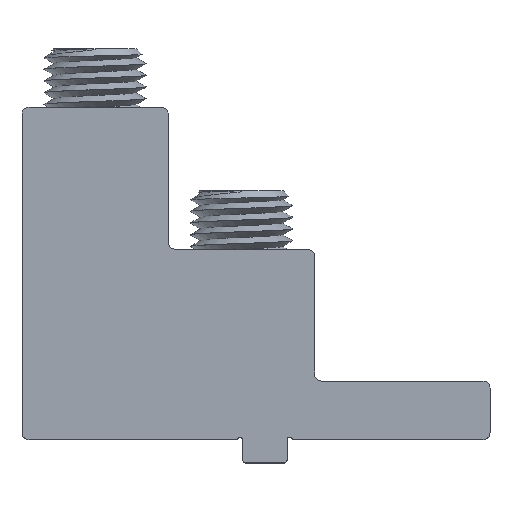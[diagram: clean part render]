
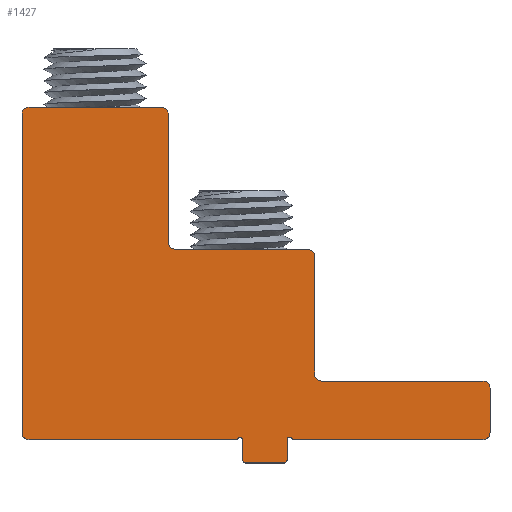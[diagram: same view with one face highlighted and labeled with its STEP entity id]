
A CAD part, top view. The second image highlights one B-rep face of the part: STEP entity #1427.
In plain terms, the highlighted planar face has unit normal (0, 0, 1).
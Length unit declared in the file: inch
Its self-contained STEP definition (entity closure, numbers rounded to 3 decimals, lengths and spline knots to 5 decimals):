
#121=PLANE('',#1586);
#148=FACE_OUTER_BOUND('',#226,.T.);
#226=EDGE_LOOP('',(#987,#988,#989,#990,#991,#992,#993,#994,#995,#996,#997,
#998,#999,#1000,#1001,#1002,#1003,#1004,#1005,#1006,#1007,#1008,#1009,#1010,
#1011,#1012));
#310=LINE('',#2113,#410);
#324=LINE('',#2170,#424);
#326=LINE('',#2180,#426);
#327=LINE('',#2184,#427);
#328=LINE('',#2188,#428);
#329=LINE('',#2194,#429);
#330=LINE('',#2198,#430);
#331=LINE('',#2202,#431);
#332=LINE('',#2206,#432);
#333=LINE('',#2210,#433);
#334=LINE('',#2214,#434);
#335=LINE('',#2216,#435);
#410=VECTOR('',#1726,0.3937);
#424=VECTOR('',#1774,0.3937);
#426=VECTOR('',#1784,0.3937);
#427=VECTOR('',#1787,0.3937);
#428=VECTOR('',#1790,0.3937);
#429=VECTOR('',#1795,0.3937);
#430=VECTOR('',#1798,0.3937);
#431=VECTOR('',#1801,0.3937);
#432=VECTOR('',#1804,0.3937);
#433=VECTOR('',#1807,0.3937);
#434=VECTOR('',#1810,0.3937);
#435=VECTOR('',#1813,0.3937);
#508=CIRCLE('',#1566,0.03);
#522=CIRCLE('',#1583,0.03);
#524=CIRCLE('',#1587,0.015);
#525=CIRCLE('',#1588,0.01);
#526=CIRCLE('',#1589,0.015);
#527=CIRCLE('',#1590,0.015);
#528=CIRCLE('',#1591,0.01);
#529=CIRCLE('',#1592,0.015);
#530=CIRCLE('',#1593,0.03);
#531=CIRCLE('',#1594,0.03);
#532=CIRCLE('',#1595,0.03);
#533=CIRCLE('',#1596,0.03);
#534=CIRCLE('',#1597,0.03);
#535=CIRCLE('',#1598,0.03);
#572=VERTEX_POINT('',#2103);
#573=VERTEX_POINT('',#2105);
#575=VERTEX_POINT('',#2111);
#599=VERTEX_POINT('',#2163);
#600=VERTEX_POINT('',#2165);
#601=VERTEX_POINT('',#2169);
#603=VERTEX_POINT('',#2175);
#604=VERTEX_POINT('',#2177);
#605=VERTEX_POINT('',#2179);
#606=VERTEX_POINT('',#2181);
#607=VERTEX_POINT('',#2183);
#608=VERTEX_POINT('',#2185);
#609=VERTEX_POINT('',#2187);
#610=VERTEX_POINT('',#2189);
#611=VERTEX_POINT('',#2191);
#612=VERTEX_POINT('',#2193);
#613=VERTEX_POINT('',#2195);
#614=VERTEX_POINT('',#2197);
#615=VERTEX_POINT('',#2199);
#616=VERTEX_POINT('',#2201);
#617=VERTEX_POINT('',#2203);
#618=VERTEX_POINT('',#2205);
#619=VERTEX_POINT('',#2207);
#620=VERTEX_POINT('',#2209);
#621=VERTEX_POINT('',#2211);
#622=VERTEX_POINT('',#2213);
#722=EDGE_CURVE('',#572,#573,#508,.T.);
#726=EDGE_CURVE('',#575,#572,#310,.T.);
#752=EDGE_CURVE('',#599,#600,#522,.T.);
#754=EDGE_CURVE('',#600,#601,#324,.T.);
#757=EDGE_CURVE('',#603,#575,#524,.T.);
#758=EDGE_CURVE('',#603,#604,#525,.T.);
#759=EDGE_CURVE('',#605,#604,#326,.T.);
#760=EDGE_CURVE('',#606,#605,#526,.T.);
#761=EDGE_CURVE('',#607,#606,#327,.T.);
#762=EDGE_CURVE('',#608,#607,#527,.T.);
#763=EDGE_CURVE('',#609,#608,#328,.T.);
#764=EDGE_CURVE('',#609,#610,#528,.T.);
#765=EDGE_CURVE('',#611,#610,#529,.T.);
#766=EDGE_CURVE('',#612,#611,#329,.T.);
#767=EDGE_CURVE('',#613,#612,#530,.T.);
#768=EDGE_CURVE('',#614,#613,#330,.T.);
#769=EDGE_CURVE('',#615,#614,#531,.T.);
#770=EDGE_CURVE('',#616,#615,#331,.T.);
#771=EDGE_CURVE('',#617,#616,#532,.T.);
#772=EDGE_CURVE('',#618,#617,#332,.T.);
#773=EDGE_CURVE('',#619,#618,#533,.T.);
#774=EDGE_CURVE('',#620,#619,#333,.T.);
#775=EDGE_CURVE('',#621,#620,#534,.T.);
#776=EDGE_CURVE('',#622,#621,#334,.T.);
#777=EDGE_CURVE('',#601,#622,#535,.T.);
#778=EDGE_CURVE('',#573,#599,#335,.T.);
#987=ORIENTED_EDGE('',*,*,#722,.F.);
#988=ORIENTED_EDGE('',*,*,#726,.F.);
#989=ORIENTED_EDGE('',*,*,#757,.F.);
#990=ORIENTED_EDGE('',*,*,#758,.T.);
#991=ORIENTED_EDGE('',*,*,#759,.F.);
#992=ORIENTED_EDGE('',*,*,#760,.F.);
#993=ORIENTED_EDGE('',*,*,#761,.F.);
#994=ORIENTED_EDGE('',*,*,#762,.F.);
#995=ORIENTED_EDGE('',*,*,#763,.F.);
#996=ORIENTED_EDGE('',*,*,#764,.T.);
#997=ORIENTED_EDGE('',*,*,#765,.F.);
#998=ORIENTED_EDGE('',*,*,#766,.F.);
#999=ORIENTED_EDGE('',*,*,#767,.F.);
#1000=ORIENTED_EDGE('',*,*,#768,.F.);
#1001=ORIENTED_EDGE('',*,*,#769,.F.);
#1002=ORIENTED_EDGE('',*,*,#770,.F.);
#1003=ORIENTED_EDGE('',*,*,#771,.F.);
#1004=ORIENTED_EDGE('',*,*,#772,.F.);
#1005=ORIENTED_EDGE('',*,*,#773,.F.);
#1006=ORIENTED_EDGE('',*,*,#774,.F.);
#1007=ORIENTED_EDGE('',*,*,#775,.F.);
#1008=ORIENTED_EDGE('',*,*,#776,.F.);
#1009=ORIENTED_EDGE('',*,*,#777,.F.);
#1010=ORIENTED_EDGE('',*,*,#754,.F.);
#1011=ORIENTED_EDGE('',*,*,#752,.F.);
#1012=ORIENTED_EDGE('',*,*,#778,.F.);
#1427=ADVANCED_FACE('',(#148),#121,.T.);
#1566=AXIS2_PLACEMENT_3D('',#2106,#1719,#1720);
#1583=AXIS2_PLACEMENT_3D('',#2166,#1769,#1770);
#1586=AXIS2_PLACEMENT_3D('',#2174,#1778,#1779);
#1587=AXIS2_PLACEMENT_3D('',#2176,#1780,#1781);
#1588=AXIS2_PLACEMENT_3D('',#2178,#1782,#1783);
#1589=AXIS2_PLACEMENT_3D('',#2182,#1785,#1786);
#1590=AXIS2_PLACEMENT_3D('',#2186,#1788,#1789);
#1591=AXIS2_PLACEMENT_3D('',#2190,#1791,#1792);
#1592=AXIS2_PLACEMENT_3D('',#2192,#1793,#1794);
#1593=AXIS2_PLACEMENT_3D('',#2196,#1796,#1797);
#1594=AXIS2_PLACEMENT_3D('',#2200,#1799,#1800);
#1595=AXIS2_PLACEMENT_3D('',#2204,#1802,#1803);
#1596=AXIS2_PLACEMENT_3D('',#2208,#1805,#1806);
#1597=AXIS2_PLACEMENT_3D('',#2212,#1808,#1809);
#1598=AXIS2_PLACEMENT_3D('',#2215,#1811,#1812);
#1719=DIRECTION('center_axis',(0.,0.,-1.));
#1720=DIRECTION('ref_axis',(-0.707,-0.707,0.));
#1726=DIRECTION('',(-1.,0.,0.));
#1769=DIRECTION('center_axis',(0.,0.,-1.));
#1770=DIRECTION('ref_axis',(-0.707,0.707,0.));
#1774=DIRECTION('',(1.,0.,0.));
#1778=DIRECTION('center_axis',(0.,0.,1.));
#1779=DIRECTION('ref_axis',(1.,0.,0.));
#1780=DIRECTION('center_axis',(0.,0.,-1.));
#1781=DIRECTION('ref_axis',(0.447,-0.894,0.));
#1782=DIRECTION('center_axis',(0.,0.,-1.));
#1783=DIRECTION('ref_axis',(-1.,0.,0.));
#1784=DIRECTION('',(0.,1.,0.));
#1785=DIRECTION('center_axis',(0.,0.,-1.));
#1786=DIRECTION('ref_axis',(-0.707,-0.707,0.));
#1787=DIRECTION('',(-1.,0.,0.));
#1788=DIRECTION('center_axis',(0.,0.,-1.));
#1789=DIRECTION('ref_axis',(0.707,-0.707,0.));
#1790=DIRECTION('',(0.,-1.,0.));
#1791=DIRECTION('center_axis',(0.,0.,-1.));
#1792=DIRECTION('ref_axis',(-1.,0.,0.));
#1793=DIRECTION('center_axis',(0.,0.,-1.));
#1794=DIRECTION('ref_axis',(-0.447,-0.894,0.));
#1795=DIRECTION('',(-1.,0.,0.));
#1796=DIRECTION('center_axis',(0.,0.,-1.));
#1797=DIRECTION('ref_axis',(0.707,-0.707,0.));
#1798=DIRECTION('',(0.,-1.,0.));
#1799=DIRECTION('center_axis',(0.,0.,-1.));
#1800=DIRECTION('ref_axis',(0.707,0.707,0.));
#1801=DIRECTION('',(1.,0.,0.));
#1802=DIRECTION('center_axis',(0.,0.,1.));
#1803=DIRECTION('ref_axis',(-0.707,-0.707,0.));
#1804=DIRECTION('',(0.,-1.,0.));
#1805=DIRECTION('center_axis',(0.,0.,-1.));
#1806=DIRECTION('ref_axis',(0.707,0.707,0.));
#1807=DIRECTION('',(1.,0.,0.));
#1808=DIRECTION('center_axis',(0.,0.,1.));
#1809=DIRECTION('ref_axis',(-0.707,-0.707,0.));
#1810=DIRECTION('',(0.,-1.,0.));
#1811=DIRECTION('center_axis',(0.,0.,-1.));
#1812=DIRECTION('ref_axis',(0.707,0.707,0.));
#1813=DIRECTION('',(0.,1.,0.));
#2103=CARTESIAN_POINT('',(-0.54476,-0.72951,0.));
#2105=CARTESIAN_POINT('',(-0.57476,-0.69951,0.));
#2106=CARTESIAN_POINT('Origin',(-0.54476,-0.69951,0.));
#2111=CARTESIAN_POINT('',(0.33824,-0.72951,0.));
#2113=CARTESIAN_POINT('',(0.36824,-0.72951,0.));
#2163=CARTESIAN_POINT('',(-0.57476,0.66049,0.));
#2165=CARTESIAN_POINT('',(-0.54476,0.69049,0.));
#2166=CARTESIAN_POINT('Origin',(-0.54476,0.66049,0.));
#2169=CARTESIAN_POINT('',(0.02024,0.69049,0.));
#2170=CARTESIAN_POINT('',(-0.57476,0.69049,0.));
#2174=CARTESIAN_POINT('Origin',(0.24778,-0.22233,0.));
#2175=CARTESIAN_POINT('',(0.35024,-0.72351,0.));
#2176=CARTESIAN_POINT('Origin',(0.33824,-0.71451,0.));
#2177=CARTESIAN_POINT('',(0.36824,-0.72951,0.));
#2178=CARTESIAN_POINT('Origin',(0.35824,-0.72951,0.));
#2179=CARTESIAN_POINT('',(0.36824,-0.81451,0.));
#2180=CARTESIAN_POINT('',(0.36824,-0.82951,0.));
#2181=CARTESIAN_POINT('',(0.38324,-0.82951,0.));
#2182=CARTESIAN_POINT('Origin',(0.38324,-0.81451,0.));
#2183=CARTESIAN_POINT('',(0.54324,-0.82951,0.));
#2184=CARTESIAN_POINT('',(0.55824,-0.82951,0.));
#2185=CARTESIAN_POINT('',(0.55824,-0.81451,0.));
#2186=CARTESIAN_POINT('Origin',(0.54324,-0.81451,0.));
#2187=CARTESIAN_POINT('',(0.55824,-0.72951,0.));
#2188=CARTESIAN_POINT('',(0.55824,-0.72951,0.));
#2189=CARTESIAN_POINT('',(0.57624,-0.72351,0.));
#2190=CARTESIAN_POINT('Origin',(0.56824,-0.72951,0.));
#2191=CARTESIAN_POINT('',(0.58824,-0.72951,0.));
#2192=CARTESIAN_POINT('Origin',(0.58824,-0.71451,0.));
#2193=CARTESIAN_POINT('',(1.39524,-0.72951,0.));
#2194=CARTESIAN_POINT('',(1.42524,-0.72951,0.));
#2195=CARTESIAN_POINT('',(1.42524,-0.69951,0.));
#2196=CARTESIAN_POINT('Origin',(1.39524,-0.69951,0.));
#2197=CARTESIAN_POINT('',(1.42524,-0.50951,0.));
#2198=CARTESIAN_POINT('',(1.42524,-0.47951,0.));
#2199=CARTESIAN_POINT('',(1.39524,-0.47951,0.));
#2200=CARTESIAN_POINT('Origin',(1.39524,-0.50951,0.));
#2201=CARTESIAN_POINT('',(0.70524,-0.47951,0.));
#2202=CARTESIAN_POINT('',(0.67524,-0.47951,0.));
#2203=CARTESIAN_POINT('',(0.67524,-0.44951,0.));
#2204=CARTESIAN_POINT('Origin',(0.70524,-0.44951,0.));
#2205=CARTESIAN_POINT('',(0.67524,0.05349,0.));
#2206=CARTESIAN_POINT('',(0.67524,0.08349,0.));
#2207=CARTESIAN_POINT('',(0.64524,0.08349,0.));
#2208=CARTESIAN_POINT('Origin',(0.64524,0.05349,0.));
#2209=CARTESIAN_POINT('',(0.08024,0.08349,0.));
#2210=CARTESIAN_POINT('',(0.05024,0.08349,0.));
#2211=CARTESIAN_POINT('',(0.05024,0.11349,0.));
#2212=CARTESIAN_POINT('Origin',(0.08024,0.11349,0.));
#2213=CARTESIAN_POINT('',(0.05024,0.66049,0.));
#2214=CARTESIAN_POINT('',(0.05024,0.69049,0.));
#2215=CARTESIAN_POINT('Origin',(0.02024,0.66049,0.));
#2216=CARTESIAN_POINT('',(-0.57476,-0.72951,0.));
